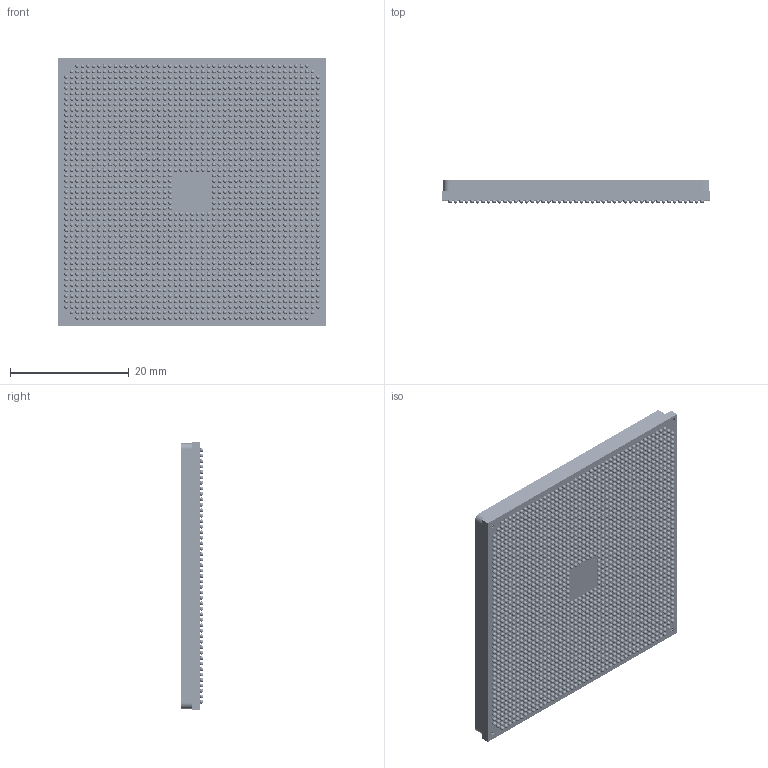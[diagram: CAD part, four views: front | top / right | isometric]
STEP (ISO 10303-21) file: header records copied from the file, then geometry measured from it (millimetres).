
FILE_DESCRIPTION((''),'2;1');
FILE_NAME('00_OBG0275_VC1702-VSVA2197_ASM','2021-11-09T',('Administrator'),(''),'PRO/ENGINEER BY PARAMETRIC TECHNOLOGY CORPORATION, 2017170','PRO/ENGINEER BY PARAMETRIC TECHNOLOGY CORPORATION, 2017170','');
FILE_SCHEMA(('CONFIG_CONTROL_DESIGN'));
Length unit declared in the file: millimetre
Products named in the file (8): SUBSTRATE_; ADHESIVE_; STIFENER_; LID; BGA; BGA_1; BGA_ASSY_ASM; 00_OBG0275_VC1702-VSVA2197_ASM
Assembly tree (2153 placements, depth 3):
  00_OBG0275_VC1702-VSVA2197_ASM
    SUBSTRATE_
    ADHESIVE_
    STIFENER_
    LID
    BGA_ASSY_ASM
      BGA  x1094
      BGA_1  x1054
Bounding box: 45 x 3.8 x 45 mm (x, y, z)
Volume: 5083.7 mm3; surface area: 12041.1 mm2
Topology: 2152 solids, 2152 shells, 4459 faces, 13329 edges, 4586 vertices
Faces by surface type: sphere 4296, plane 97, cylinder 62, bspline 4
Entity records: 32349 total; most frequent: DIRECTION 9509, CARTESIAN_POINT 5450, AXIS2_PLACEMENT_3D 4600, PRODUCT_DEFINITION_SHAPE 2161, ITEM_DEFINED_TRANSFORMATION 2153, CONTEXT_DEPENDENT_SHAPE_REPRESENTATION 2153, NEXT_ASSEMBLY_USAGE_OCCURRENCE 2153, ORIENTED_EDGE 882
